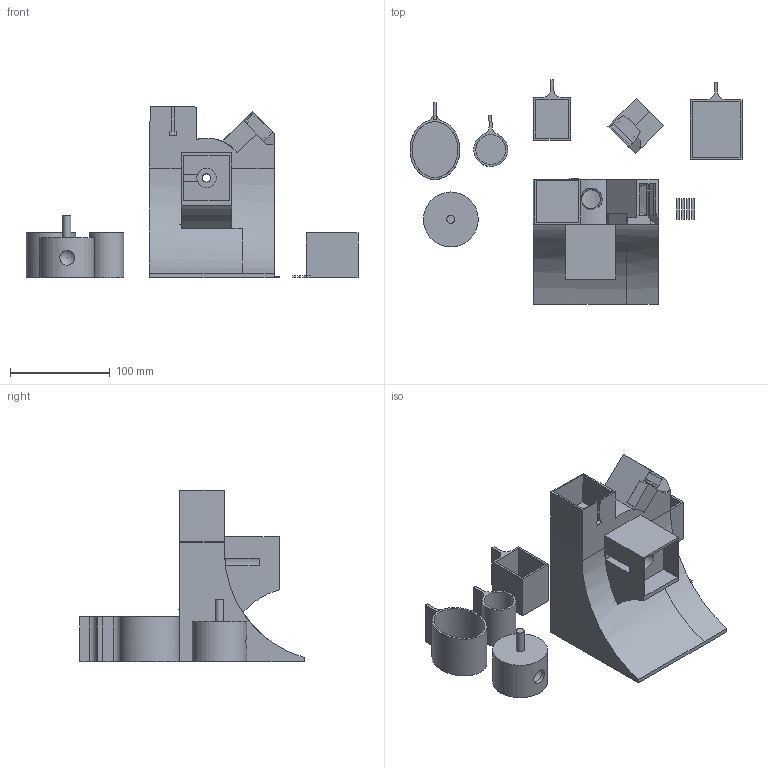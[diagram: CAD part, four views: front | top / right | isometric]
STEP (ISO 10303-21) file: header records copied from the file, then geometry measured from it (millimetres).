
FILE_DESCRIPTION(/* description */ (''),/* implementation_level */ '2;1');
FILE_NAME(/* name */ 'M&MSorterLowerAssembly.step',/* time_stamp */ '2022-01-01T12:19:26-06:00',/* author */ (''),/* organization */ (''),/* preprocessor_version */ 'ST-DEVELOPER v18.1',/* originating_system */ 'Autodesk Translation Framework v10.10.0.1391',/* authorisation */ '');
FILE_SCHEMA (('AUTOMOTIVE_DESIGN { 1 0 10303 214 3 1 1 }'));
Length unit declared in the file: millimetre
Products named in the file (1): turnstileWStepper
Bounding box: 332.99 x 225 x 171.87 mm (x, y, z)
Volume: 1043324.7 mm3; surface area: 238239.9 mm2
Topology: 11 solids, 11 shells, 297 faces, 789 edges, 521 vertices
Faces by surface type: plane 237, cylinder 34, bspline 22, torus 2, cone 1, sphere 1
Full cylindrical faces by diameter (mm): 8.05 x1, 8.15 x1, 14.94 x1, 15 x1, 19.002 x3, 19.5 x1, 30 x1, 55 x1, 55.5 x1
Entity records: 11226 total; most frequent: CARTESIAN_POINT 3980, ORIENTED_EDGE 1576, DIRECTION 1324, EDGE_CURVE 788, LINE 608, VECTOR 608, VERTEX_POINT 521, AXIS2_PLACEMENT_3D 358
